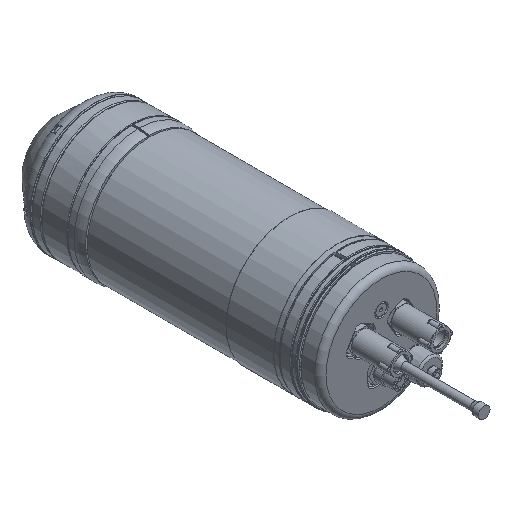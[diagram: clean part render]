
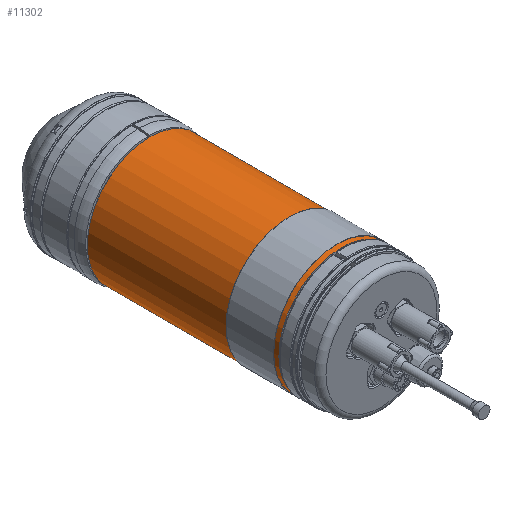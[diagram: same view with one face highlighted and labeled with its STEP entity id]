
A CAD part, isometric view. The second image highlights one B-rep face of the part: STEP entity #11302.
In plain terms, the highlighted cylindrical face has radius 66 mm (diameter 132 mm), a full revolution.
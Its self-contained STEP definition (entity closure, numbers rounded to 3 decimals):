
#1910=FACE_BOUND('',#3640,.T.);
#2185=CYLINDRICAL_SURFACE('',#12622,66.);
#2718=FACE_OUTER_BOUND('',#3639,.T.);
#3639=EDGE_LOOP('',(#8840));
#3640=EDGE_LOOP('',(#8841));
#4507=CIRCLE('',#12621,66.);
#4508=CIRCLE('',#12623,66.);
#5495=VERTEX_POINT('',#19905);
#5496=VERTEX_POINT('',#19908);
#6744=EDGE_CURVE('',#5495,#5495,#4507,.T.);
#6745=EDGE_CURVE('',#5496,#5496,#4508,.T.);
#8840=ORIENTED_EDGE('',*,*,#6745,.F.);
#8841=ORIENTED_EDGE('',*,*,#6744,.F.);
#11302=ADVANCED_FACE('',(#2718,#1910),#2185,.T.);
#12621=AXIS2_PLACEMENT_3D('',#19906,#15343,#15344);
#12622=AXIS2_PLACEMENT_3D('',#19907,#15345,#15346);
#12623=AXIS2_PLACEMENT_3D('',#19909,#15347,#15348);
#15343=DIRECTION('center_axis',(0.,1.,0.));
#15344=DIRECTION('ref_axis',(1.,0.,0.));
#15345=DIRECTION('center_axis',(0.,1.,0.));
#15346=DIRECTION('ref_axis',(1.,0.,0.));
#15347=DIRECTION('center_axis',(0.,-1.,0.));
#15348=DIRECTION('ref_axis',(1.,0.,0.));
#19905=CARTESIAN_POINT('',(-66.,-47.251,0.));
#19906=CARTESIAN_POINT('Origin',(0.,-47.251,
0.));
#19907=CARTESIAN_POINT('Origin',(0.,-148.251,
0.));
#19908=CARTESIAN_POINT('',(-66.,-249.251,0.));
#19909=CARTESIAN_POINT('Origin',(0.,-249.251,
0.));
